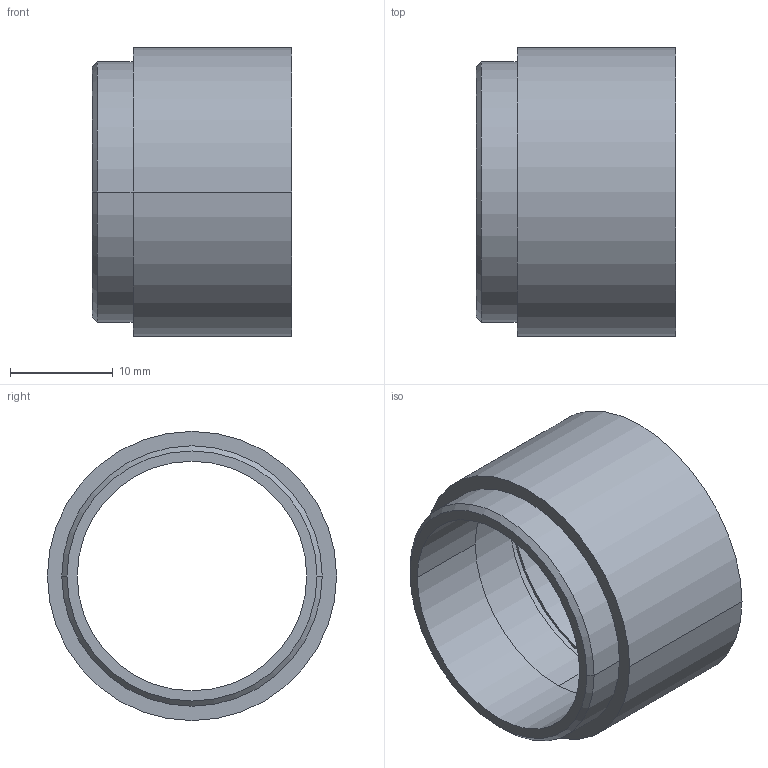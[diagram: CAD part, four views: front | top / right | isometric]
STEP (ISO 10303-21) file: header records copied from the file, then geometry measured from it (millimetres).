
FILE_DESCRIPTION((''),'2;1');
FILE_NAME('170007','2017-11-15T',('zkm'),(''),'PRO/ENGINEER BY PARAMETRIC TECHNOLOGY CORPORATION, 2004110','PRO/ENGINEER BY PARAMETRIC TECHNOLOGY CORPORATION, 2004110','');
FILE_SCHEMA(('CONFIG_CONTROL_DESIGN'));
Length unit declared in the file: millimetre
Products named in the file (1): 170007
Bounding box: 19.5 x 28.2 x 28.2 mm (x, y, z)
Volume: 3141.1 mm3; surface area: 4337 mm2
Topology: 1 solids, 3 shells, 27 faces, 58 edges, 38 vertices
Faces by surface type: cylinder 16, plane 7, cone 4
Entity records: 799 total; most frequent: DIRECTION 152, CARTESIAN_POINT 124, ORIENTED_EDGE 108, AXIS2_PLACEMENT_3D 66, EDGE_CURVE 58, VERTEX_POINT 38, CIRCLE 38, EDGE_LOOP 34
